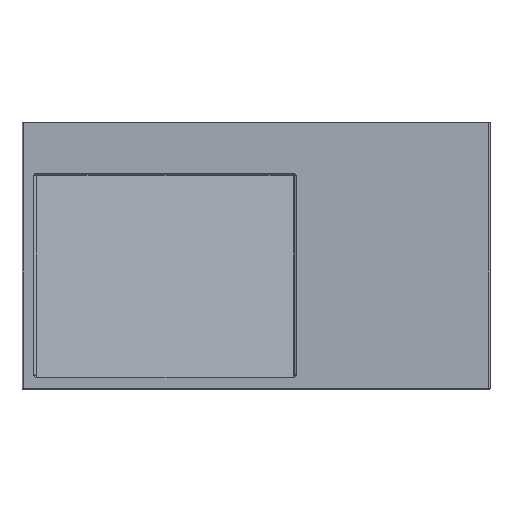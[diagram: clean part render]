
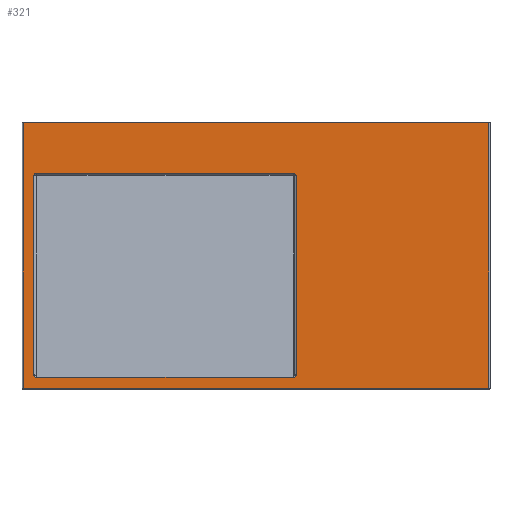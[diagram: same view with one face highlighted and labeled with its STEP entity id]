
A CAD part, top view. The second image highlights one B-rep face of the part: STEP entity #321.
In plain terms, the highlighted planar face has unit normal (0, 0, 1).
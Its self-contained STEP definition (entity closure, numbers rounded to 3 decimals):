
#176=FACE_BOUND('',#796,.T.);
#248=CIRCLE('',#3545,4.);
#249=CIRCLE('',#3546,4.);
#250=CIRCLE('',#3547,5.);
#251=CIRCLE('',#3548,5.);
#321=ADVANCED_FACE('',(#176,#628),#499,.F.);
#499=PLANE('',#3549);
#628=FACE_OUTER_BOUND('',#797,.T.);
#796=EDGE_LOOP('',(#1102,#1103,#1104,#1105,#1106,#1107,#1108,#1109));
#797=EDGE_LOOP('',(#1110,#1111,#1112,#1113));
#1102=ORIENTED_EDGE('',*,*,#2368,.T.);
#1103=ORIENTED_EDGE('',*,*,#2369,.T.);
#1104=ORIENTED_EDGE('',*,*,#2370,.T.);
#1105=ORIENTED_EDGE('',*,*,#2371,.T.);
#1106=ORIENTED_EDGE('',*,*,#2372,.T.);
#1107=ORIENTED_EDGE('',*,*,#2373,.T.);
#1108=ORIENTED_EDGE('',*,*,#2374,.T.);
#1109=ORIENTED_EDGE('',*,*,#2375,.T.);
#1110=ORIENTED_EDGE('',*,*,#2376,.T.);
#1111=ORIENTED_EDGE('',*,*,#2377,.T.);
#1112=ORIENTED_EDGE('',*,*,#2343,.F.);
#1113=ORIENTED_EDGE('',*,*,#2378,.T.);
#2024=VERTEX_POINT('',#4826);
#2025=VERTEX_POINT('',#4827);
#2046=VERTEX_POINT('',#4875);
#2047=VERTEX_POINT('',#4876);
#2048=VERTEX_POINT('',#4878);
#2049=VERTEX_POINT('',#4880);
#2050=VERTEX_POINT('',#4882);
#2051=VERTEX_POINT('',#4884);
#2052=VERTEX_POINT('',#4886);
#2053=VERTEX_POINT('',#4888);
#2054=VERTEX_POINT('',#4891);
#2055=VERTEX_POINT('',#4892);
#2343=EDGE_CURVE('',#2024,#2025,#2820,.T.);
#2368=EDGE_CURVE('',#2046,#2047,#2837,.T.);
#2369=EDGE_CURVE('',#2047,#2048,#248,.T.);
#2370=EDGE_CURVE('',#2048,#2049,#2838,.T.);
#2371=EDGE_CURVE('',#2049,#2050,#249,.T.);
#2372=EDGE_CURVE('',#2050,#2051,#2839,.T.);
#2373=EDGE_CURVE('',#2051,#2052,#250,.T.);
#2374=EDGE_CURVE('',#2052,#2053,#2840,.T.);
#2375=EDGE_CURVE('',#2053,#2046,#251,.T.);
#2376=EDGE_CURVE('',#2054,#2055,#2841,.T.);
#2377=EDGE_CURVE('',#2055,#2025,#2842,.T.);
#2378=EDGE_CURVE('',#2024,#2054,#2843,.T.);
#2820=LINE('',#4825,#3200);
#2837=LINE('',#4874,#3217);
#2838=LINE('',#4879,#3218);
#2839=LINE('',#4883,#3219);
#2840=LINE('',#4887,#3220);
#2841=LINE('',#4890,#3221);
#2842=LINE('',#4893,#3222);
#2843=LINE('',#4894,#3223);
#3200=VECTOR('',#3866,1.);
#3217=VECTOR('',#3903,1.);
#3218=VECTOR('',#3906,1.);
#3219=VECTOR('',#3909,1.);
#3220=VECTOR('',#3912,1.);
#3221=VECTOR('',#3915,1.);
#3222=VECTOR('',#3916,1.);
#3223=VECTOR('',#3917,1.);
#3545=AXIS2_PLACEMENT_3D('',#4877,#3904,#3905);
#3546=AXIS2_PLACEMENT_3D('',#4881,#3907,#3908);
#3547=AXIS2_PLACEMENT_3D('',#4885,#3910,#3911);
#3548=AXIS2_PLACEMENT_3D('',#4889,#3913,#3914);
#3549=AXIS2_PLACEMENT_3D('',#4895,#3918,#3919);
#3866=DIRECTION('',(1.,0.,0.));
#3903=DIRECTION('',(0.,1.,0.));
#3904=DIRECTION('',(0.,0.,-1.));
#3905=DIRECTION('',(-1.,0.,0.));
#3906=DIRECTION('',(1.,0.,0.));
#3907=DIRECTION('',(0.,0.,-1.));
#3908=DIRECTION('',(-1.,0.,0.));
#3909=DIRECTION('',(0.,-1.,0.));
#3910=DIRECTION('',(0.,0.,-1.));
#3911=DIRECTION('',(-1.,0.,0.));
#3912=DIRECTION('',(-1.,0.,0.));
#3913=DIRECTION('',(0.,0.,-1.));
#3914=DIRECTION('',(-1.,0.,0.));
#3915=DIRECTION('',(1.,0.,0.));
#3916=DIRECTION('',(0.,1.,0.));
#3917=DIRECTION('',(0.,-1.,0.));
#3918=DIRECTION('',(0.,0.,-1.));
#3919=DIRECTION('',(-1.,0.,0.));
#4825=CARTESIAN_POINT('',(1138.5,461.,-18.243));
#4826=CARTESIAN_POINT('',(1140.5,461.,-18.243));
#4827=CARTESIAN_POINT('',(2036.5,461.,-18.243));
#4874=CARTESIAN_POINT('',(1161.5,359.,-18.243));
#4875=CARTESIAN_POINT('',(1161.5,-24.,-18.243));
#4876=CARTESIAN_POINT('',(1161.5,359.,-18.243));
#4877=CARTESIAN_POINT('',(1165.5,359.,-18.243));
#4878=CARTESIAN_POINT('',(1165.5,363.,-18.243));
#4879=CARTESIAN_POINT('',(1661.5,363.,-18.243));
#4880=CARTESIAN_POINT('',(1661.5,363.,-18.243));
#4881=CARTESIAN_POINT('',(1661.5,359.,-18.243));
#4882=CARTESIAN_POINT('',(1665.5,359.,-18.243));
#4883=CARTESIAN_POINT('',(1665.5,-24.,-18.243));
#4884=CARTESIAN_POINT('',(1665.5,-24.,-18.243));
#4885=CARTESIAN_POINT('',(1660.5,-24.,-18.243));
#4886=CARTESIAN_POINT('',(1660.5,-29.,-18.243));
#4887=CARTESIAN_POINT('',(1166.5,-29.,-18.243));
#4888=CARTESIAN_POINT('',(1166.5,-29.,-18.243));
#4889=CARTESIAN_POINT('',(1166.5,-24.,-18.243));
#4890=CARTESIAN_POINT('',(2038.5,-50.,-18.243));
#4891=CARTESIAN_POINT('',(1140.5,-50.,-18.243));
#4892=CARTESIAN_POINT('',(2036.5,-50.,-18.243));
#4893=CARTESIAN_POINT('',(2036.5,461.,-18.243));
#4894=CARTESIAN_POINT('',(1140.5,-52.,-18.243));
#4895=CARTESIAN_POINT('',(1858.5,361.,-18.243));
